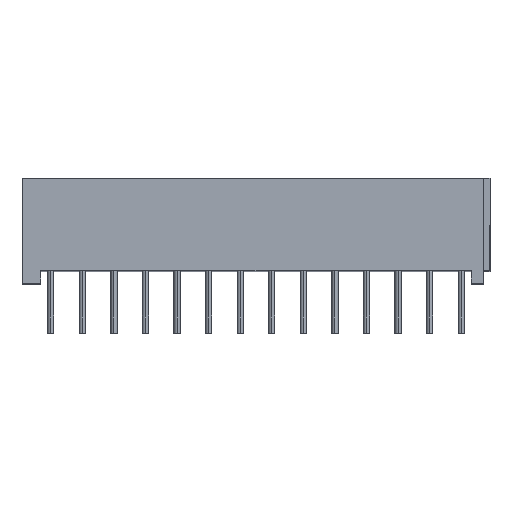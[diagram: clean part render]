
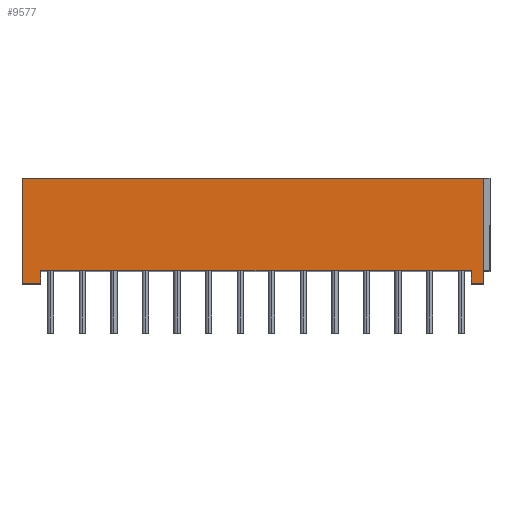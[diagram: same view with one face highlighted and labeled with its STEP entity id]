
A CAD part, top view. The second image highlights one B-rep face of the part: STEP entity #9577.
In plain terms, the highlighted planar face has unit normal (0, 0, 1).
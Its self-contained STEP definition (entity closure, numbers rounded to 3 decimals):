
#42 = EDGE_CURVE ( 'NONE', #9586, #9275, #4680, .T. ) ;
#4673 = DIRECTION ( 'NONE',  ( 0., 1., 0. ) ) ;
#4674 = VECTOR ( 'NONE', #4673, 1000. ) ;
#4675 = CARTESIAN_POINT ( 'NONE',  ( -17.325, -30.155, 26.5 ) ) ;
#4680 = LINE ( 'NONE', #4675, #4674 ) ;
#8585 = VERTEX_POINT ( 'NONE', #25430 ) ;
#8594 = EDGE_CURVE ( 'NONE', #8585, #8596, #25418, .T. ) ;
#8596 = VERTEX_POINT ( 'NONE', #25414 ) ;
#9272 = VERTEX_POINT ( 'NONE', #27312 ) ;
#9274 = EDGE_CURVE ( 'NONE', #9275, #9272, #27371, .T. ) ;
#9275 = VERTEX_POINT ( 'NONE', #27367 ) ;
#9535 = VERTEX_POINT ( 'NONE', #27764 ) ;
#9537 = EDGE_CURVE ( 'NONE', #8596, #9535, #27763, .T. ) ;
#9562 = ORIENTED_EDGE ( 'NONE', *, *, #9274, .T. ) ;
#9563 = ORIENTED_EDGE ( 'NONE', *, *, #9564, .T. ) ;
#9564 = EDGE_CURVE ( 'NONE', #9272, #9565, #27847, .T. ) ;
#9565 = VERTEX_POINT ( 'NONE', #27843 ) ;
#9566 = ORIENTED_EDGE ( 'NONE', *, *, #9567, .F. ) ;
#9567 = EDGE_CURVE ( 'NONE', #8585, #9565, #27841, .T. ) ;
#9577 = ADVANCED_FACE ( 'NONE', ( #27865 ), #27850, .F. ) ;
#9578 = EDGE_LOOP ( 'NONE', ( #9579, #9580, #9581, #9584, #9587, #9562, #9563, #9566 ) ) ;
#9579 = ORIENTED_EDGE ( 'NONE', *, *, #8594, .T. ) ;
#9580 = ORIENTED_EDGE ( 'NONE', *, *, #9537, .T. ) ;
#9581 = ORIENTED_EDGE ( 'NONE', *, *, #9582, .T. ) ;
#9582 = EDGE_CURVE ( 'NONE', #9535, #9583, #27906, .T. ) ;
#9583 = VERTEX_POINT ( 'NONE', #27899 ) ;
#9584 = ORIENTED_EDGE ( 'NONE', *, *, #9585, .F. ) ;
#9585 = EDGE_CURVE ( 'NONE', #9586, #9583, #27898, .T. ) ;
#9586 = VERTEX_POINT ( 'NONE', #27894 ) ;
#9587 = ORIENTED_EDGE ( 'NONE', *, *, #42, .T. ) ;
#25414 = CARTESIAN_POINT ( 'NONE',  ( 18.325, 4.225, 26.5 ) ) ;
#25415 = DIRECTION ( 'NONE',  ( 0., 1., 0. ) ) ;
#25416 = VECTOR ( 'NONE', #25415, 1000. ) ;
#25417 = CARTESIAN_POINT ( 'NONE',  ( 18.325, -8.225, 26.5 ) ) ;
#25418 = LINE ( 'NONE', #25417, #25416 ) ;
#25430 = CARTESIAN_POINT ( 'NONE',  ( 18.325, -4.225, 26.5 ) ) ;
#27312 = CARTESIAN_POINT ( 'NONE',  ( 17.325, -3.225, 26.5 ) ) ;
#27367 = CARTESIAN_POINT ( 'NONE',  ( -17.325, -3.225, 26.5 ) ) ;
#27368 = DIRECTION ( 'NONE',  ( 1., 0., 0. ) ) ;
#27369 = VECTOR ( 'NONE', #27368, 1000. ) ;
#27370 = CARTESIAN_POINT ( 'NONE',  ( 0., -3.225, 26.5 ) ) ;
#27371 = LINE ( 'NONE', #27370, #27369 ) ;
#27760 = DIRECTION ( 'NONE',  ( -1., 0., 0. ) ) ;
#27761 = VECTOR ( 'NONE', #27760, 1000. ) ;
#27762 = CARTESIAN_POINT ( 'NONE',  ( 18.825, 4.225, 26.5 ) ) ;
#27763 = LINE ( 'NONE', #27762, #27761 ) ;
#27764 = CARTESIAN_POINT ( 'NONE',  ( -18.825, 4.225, 26.5 ) ) ;
#27838 = DIRECTION ( 'NONE',  ( -1., 0., 0. ) ) ;
#27839 = VECTOR ( 'NONE', #27838, 1000. ) ;
#27840 = CARTESIAN_POINT ( 'NONE',  ( 18.825, -4.225, 26.5 ) ) ;
#27841 = LINE ( 'NONE', #27840, #27839 ) ;
#27843 = CARTESIAN_POINT ( 'NONE',  ( 17.325, -4.225, 26.5 ) ) ;
#27844 = DIRECTION ( 'NONE',  ( 0., -1., 0. ) ) ;
#27845 = VECTOR ( 'NONE', #27844, 1000. ) ;
#27846 = CARTESIAN_POINT ( 'NONE',  ( 17.325, -30.155, 26.5 ) ) ;
#27847 = LINE ( 'NONE', #27846, #27845 ) ;
#27849 = CARTESIAN_POINT ( 'NONE',  ( 18.825, 0., 26.5 ) ) ;
#27850 = PLANE ( 'NONE',  #27905 ) ;
#27865 = FACE_OUTER_BOUND ( 'NONE', #9578, .T. ) ;
#27894 = CARTESIAN_POINT ( 'NONE',  ( -17.325, -4.225, 26.5 ) ) ;
#27895 = DIRECTION ( 'NONE',  ( -1., 0., 0. ) ) ;
#27896 = VECTOR ( 'NONE', #27895, 1000. ) ;
#27897 = CARTESIAN_POINT ( 'NONE',  ( 18.825, -4.225, 26.5 ) ) ;
#27898 = LINE ( 'NONE', #27897, #27896 ) ;
#27899 = CARTESIAN_POINT ( 'NONE',  ( -18.825, -4.225, 26.5 ) ) ;
#27900 = DIRECTION ( 'NONE',  ( 0., -1., 0. ) ) ;
#27901 = VECTOR ( 'NONE', #27900, 1000. ) ;
#27902 = CARTESIAN_POINT ( 'NONE',  ( -18.825, 0., 26.5 ) ) ;
#27903 = DIRECTION ( 'NONE',  ( -1., 0., 0. ) ) ;
#27904 = DIRECTION ( 'NONE',  ( 0., 0., -1. ) ) ;
#27905 = AXIS2_PLACEMENT_3D ( 'NONE', #27849, #27904, #27903 ) ;
#27906 = LINE ( 'NONE', #27902, #27901 ) ;
